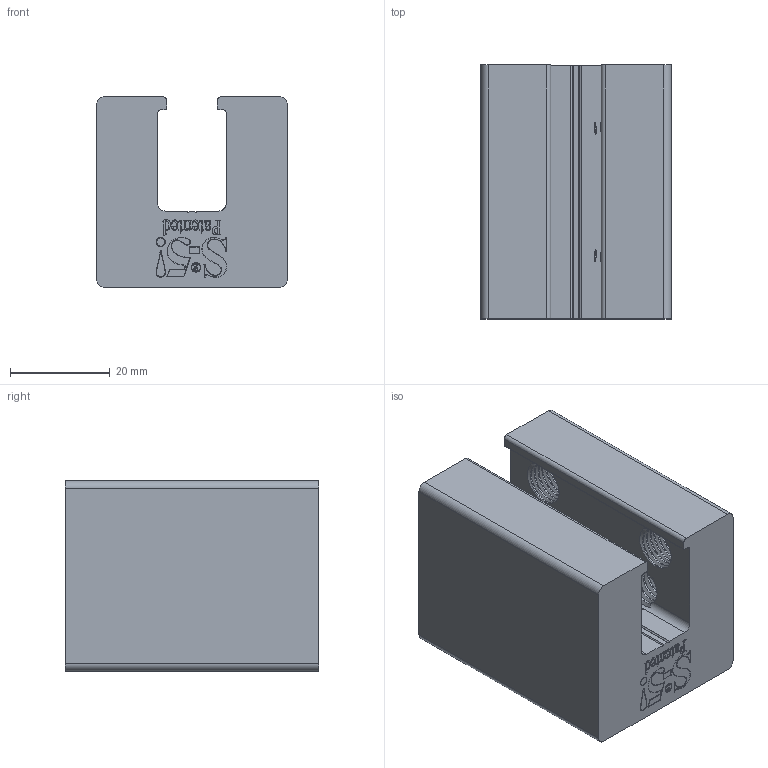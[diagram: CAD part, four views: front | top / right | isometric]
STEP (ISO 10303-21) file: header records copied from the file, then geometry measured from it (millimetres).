
FILE_DESCRIPTION (( 'STEP AP203' ), '1' );
FILE_NAME ('S-5-H90.STEP', '2016-12-07T21:11:24', ( '' ), ( '' ), 'SwSTEP 2.0', 'SolidWorks 2017', '' );
FILE_SCHEMA (( 'CONFIG_CONTROL_DESIGN' ));
Products named in the file (1): S-5-H90
Bounding box: 38.1 x 50.8 x 38.1 mm (x, y, z)
Volume: 55560.5 mm3; surface area: 14120.3 mm2
Topology: 1 solids, 1 shells, 650 faces, 1815 edges, 1207 vertices
Faces by surface type: plane 224, cylinder 210, bspline 202, cone 14
Entity records: 39004 total; most frequent: CARTESIAN_POINT 24628, ORIENTED_EDGE 3630, DIRECTION 2028, EDGE_CURVE 1815, VERTEX_POINT 1207, LINE 944, VECTOR 944, EDGE_LOOP 698
